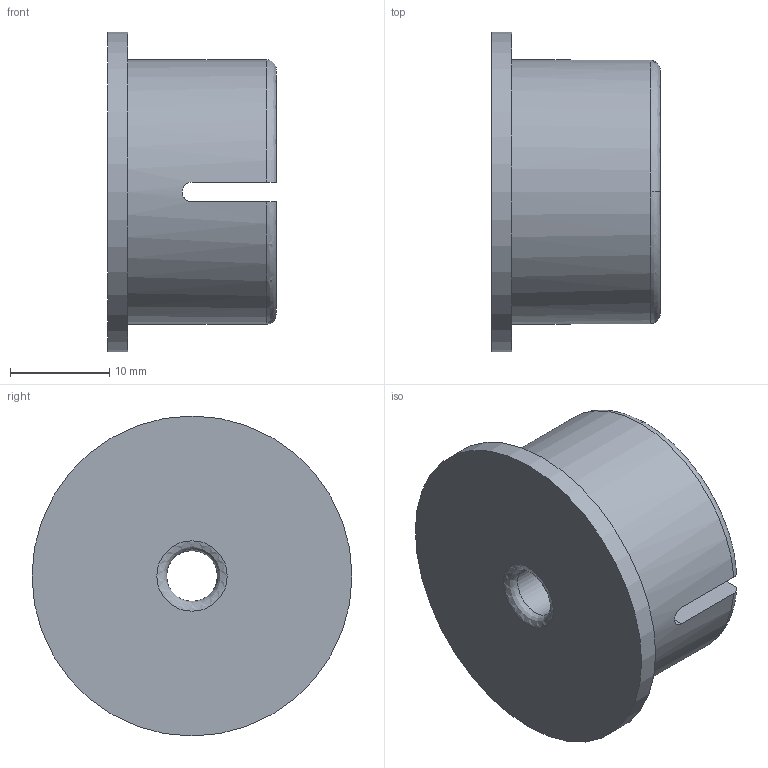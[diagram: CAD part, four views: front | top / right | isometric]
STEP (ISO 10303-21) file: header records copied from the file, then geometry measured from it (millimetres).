
FILE_DESCRIPTION(('FreeCAD Model'),'2;1');
FILE_NAME('Part-5-Antenne-2M-144MHz.step','2018-04-12T08:23:45',( 'Almisuifre'),(''),'Open CASCADE STEP processor 6.8','FreeCAD', 'Unknown');
FILE_SCHEMA(('AUTOMOTIVE_DESIGN_CC2 { 1 2 10303 214 -1 1 5 4 }'));
Length unit declared in the file: millimetre
Products named in the file (2): ASSEMBLY; Cut
Assembly tree (1 placements, depth 2):
  ASSEMBLY
    Cut
Bounding box: 17 x 32.3 x 32.3 mm (x, y, z)
Volume: 5800.9 mm3; surface area: 3821.8 mm2
Topology: 1 solids, 1 shells, 24 faces, 58 edges, 37 vertices
Faces by surface type: revolution 9, plane 9, cylinder 6
Full cylindrical faces by diameter (mm): 5.1 x1, 20.7 x1, 26.7 x1, 32.3 x1
Entity records: 4361 total; most frequent: CARTESIAN_POINT 3186, DIRECTION 201, ORIENTED_EDGE 116, PCURVE 116, DEFINITIONAL_REPRESENTATION 116, LINE 76, VECTOR 76, B_SPLINE_CURVE_WITH_KNOTS 60
